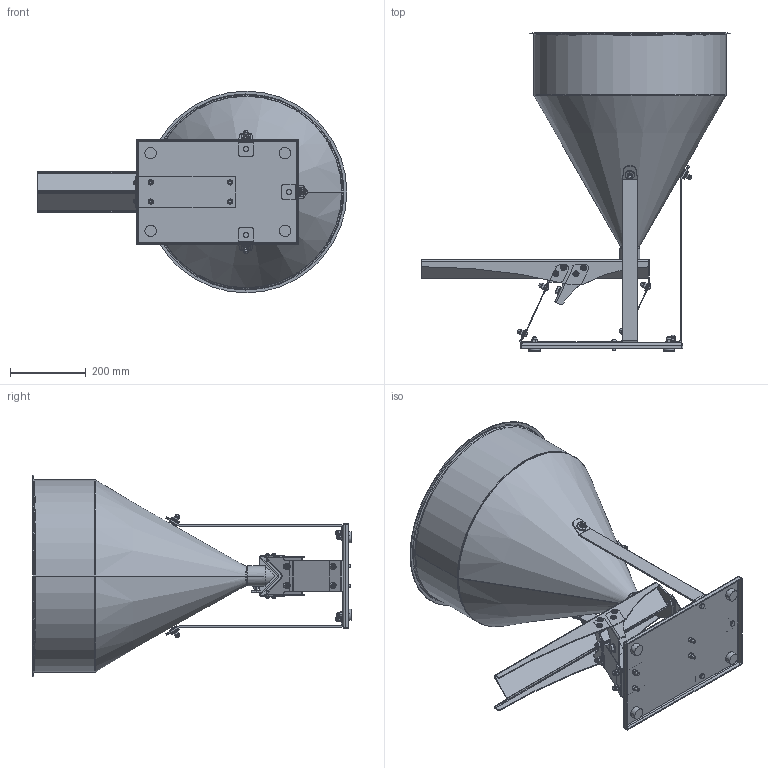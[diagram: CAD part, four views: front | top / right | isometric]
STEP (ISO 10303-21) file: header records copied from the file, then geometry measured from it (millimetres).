
FILE_DESCRIPTION (( 'STEP AP214' ), '1' );
FILE_NAME ('DosyPack 56 .STEP', '2011-01-13T08:14:47', ( ' ' ), ( ' ' ), 'SwSTEP 2.0', 'SolidWorks 2010', '' );
FILE_SCHEMA (( 'AUTOMOTIVE_DESIGN' ));
Length unit declared in the file: millimetre
Products named in the file (1): DosyPack 56 
Bounding box: 818.12 x 840.2 x 533 mm (x, y, z)
Volume: 2671986.4 mm3; surface area: 2346200.2 mm2
Topology: 124 solids, 124 shells, 2665 faces, 6107 edges, 3660 vertices
Faces by surface type: plane 1057, cylinder 808, cone 598, torus 106, sphere 76, bspline 20
Entity records: 80451 total; most frequent: CARTESIAN_POINT 17504, DIRECTION 12811, ORIENTED_EDGE 11982, EDGE_CURVE 5991, AXIS2_PLACEMENT_3D 5208, VERTEX_POINT 3660, EDGE_LOOP 2993, ADVANCED_FACE 2665
